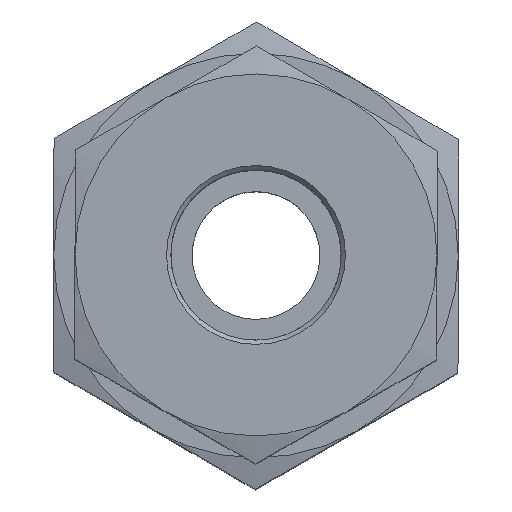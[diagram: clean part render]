
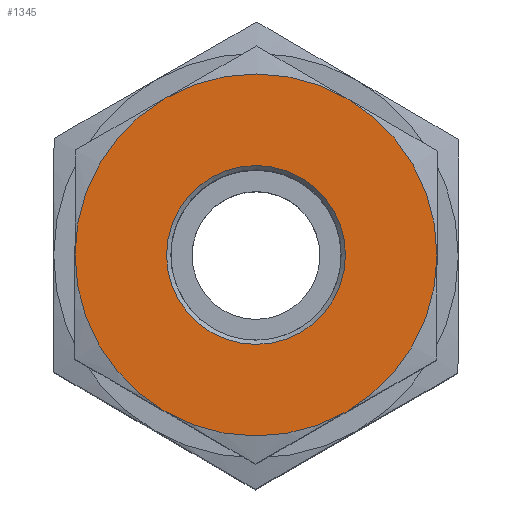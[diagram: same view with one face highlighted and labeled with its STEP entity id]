
A CAD part, top view. The second image highlights one B-rep face of the part: STEP entity #1345.
In plain terms, the highlighted planar face has unit normal (0, 0, 1).
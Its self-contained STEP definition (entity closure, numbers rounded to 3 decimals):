
#1249=CARTESIAN_POINT('',(4.2,0.,14.5));
#1250=VERTEX_POINT('',#1249);
#1251=CARTESIAN_POINT('',(0.0,0.0,14.5));
#1252=DIRECTION('',(0.0,0.0,1.0));
#1253=DIRECTION('',(-1.0,0.0,0.0));
#1254=AXIS2_PLACEMENT_3D('',#1251,#1252,#1253);
#1255=CIRCLE('',#1254,4.2);
#1256=EDGE_CURVE('',#1250,#1250,#1255,.T.);
#1281=CARTESIAN_POINT('',(0.,0.,14.5));
#1282=DIRECTION('',(0.0,0.0,1.0));
#1283=DIRECTION('',(1.0,0.0,0.0));
#1284=AXIS2_PLACEMENT_3D('',#1281,#1282,#1283);
#1285=PLANE('',#1284);
#1286=CARTESIAN_POINT('',(-4.25,-7.361,14.5));
#1287=VERTEX_POINT('',#1286);
#1288=CARTESIAN_POINT('',(4.25,-7.361,14.5));
#1289=VERTEX_POINT('',#1288);
#1290=CARTESIAN_POINT('',(0.0,0.0,14.5));
#1291=DIRECTION('',(0.0,0.0,1.0));
#1292=DIRECTION('',(-0.5,-0.866,0.0));
#1293=AXIS2_PLACEMENT_3D('',#1290,#1291,#1292);
#1294=CIRCLE('',#1293,8.5);
#1295=EDGE_CURVE('',#1287,#1289,#1294,.T.);
#1296=ORIENTED_EDGE('',*,*,#1295,.T.);
#1297=CARTESIAN_POINT('',(8.5,0.,14.5));
#1298=VERTEX_POINT('',#1297);
#1299=CARTESIAN_POINT('',(0.0,0.0,14.5));
#1300=DIRECTION('',(0.0,0.0,1.0));
#1301=DIRECTION('',(-0.5,-0.866,0.0));
#1302=AXIS2_PLACEMENT_3D('',#1299,#1300,#1301);
#1303=CIRCLE('',#1302,8.5);
#1304=EDGE_CURVE('',#1289,#1298,#1303,.T.);
#1305=ORIENTED_EDGE('',*,*,#1304,.T.);
#1306=CARTESIAN_POINT('',(4.25,7.361,14.5));
#1307=VERTEX_POINT('',#1306);
#1308=CARTESIAN_POINT('',(0.0,0.0,14.5));
#1309=DIRECTION('',(0.0,0.0,1.0));
#1310=DIRECTION('',(-0.5,-0.866,0.0));
#1311=AXIS2_PLACEMENT_3D('',#1308,#1309,#1310);
#1312=CIRCLE('',#1311,8.5);
#1313=EDGE_CURVE('',#1298,#1307,#1312,.T.);
#1314=ORIENTED_EDGE('',*,*,#1313,.T.);
#1315=CARTESIAN_POINT('',(-4.25,7.361,14.5));
#1316=VERTEX_POINT('',#1315);
#1317=CARTESIAN_POINT('',(0.0,0.0,14.5));
#1318=DIRECTION('',(0.0,0.0,1.0));
#1319=DIRECTION('',(-0.5,-0.866,0.0));
#1320=AXIS2_PLACEMENT_3D('',#1317,#1318,#1319);
#1321=CIRCLE('',#1320,8.5);
#1322=EDGE_CURVE('',#1307,#1316,#1321,.T.);
#1323=ORIENTED_EDGE('',*,*,#1322,.T.);
#1324=CARTESIAN_POINT('',(-8.5,0.0,14.5));
#1325=VERTEX_POINT('',#1324);
#1326=CARTESIAN_POINT('',(0.0,0.0,14.5));
#1327=DIRECTION('',(0.0,0.0,1.0));
#1328=DIRECTION('',(-0.5,-0.866,0.0));
#1329=AXIS2_PLACEMENT_3D('',#1326,#1327,#1328);
#1330=CIRCLE('',#1329,8.5);
#1331=EDGE_CURVE('',#1316,#1325,#1330,.T.);
#1332=ORIENTED_EDGE('',*,*,#1331,.T.);
#1333=CARTESIAN_POINT('',(0.0,0.0,14.5));
#1334=DIRECTION('',(0.0,0.0,1.0));
#1335=DIRECTION('',(-0.5,-0.866,0.0));
#1336=AXIS2_PLACEMENT_3D('',#1333,#1334,#1335);
#1337=CIRCLE('',#1336,8.5);
#1338=EDGE_CURVE('',#1325,#1287,#1337,.T.);
#1339=ORIENTED_EDGE('',*,*,#1338,.T.);
#1340=EDGE_LOOP('',(#1296,#1305,#1314,#1323,#1332,#1339));
#1341=FACE_OUTER_BOUND('',#1340,.T.);
#1342=ORIENTED_EDGE('',*,*,#1256,.F.);
#1343=EDGE_LOOP('',(#1342));
#1344=FACE_BOUND('',#1343,.T.);
#1345=ADVANCED_FACE('',(#1341,#1344),#1285,.T.);
